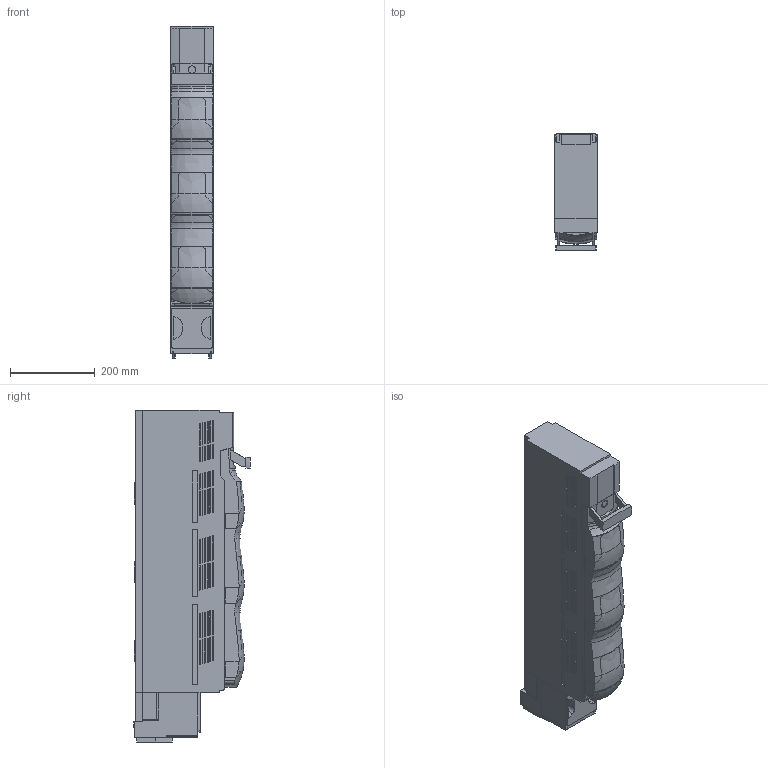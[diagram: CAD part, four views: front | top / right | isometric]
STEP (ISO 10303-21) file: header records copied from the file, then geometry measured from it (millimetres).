
FILE_DESCRIPTION(/* description */ ('STEP AP214'),/* implementation_level */ '2;1');
FILE_NAME(/* name */ '33630',/* time_stamp */ '2023-09-18T14:06:35+02:00',/* author */ ('License CC BY-ND 4.0'),/* organization */ ('CADENAS'),/* preprocessor_version */ 'ST-DEVELOPER v19.3',/* originating_system */ 'PARTsolutions',/* authorisation */ ' ');
FILE_SCHEMA (('AUTOMOTIVE_DESIGN {1 0 10303 214 3 1 1}'));
Length unit declared in the file: millimetre
Products named in the file (9): 33630; Connecting space cover; Incoming contact size 1; NH-Contact size 1; Cover lid; Top Cover; Outgoing contact size 1; Add-on module; Housing_2
Assembly tree (17 placements, depth 2):
  33630
    Connecting space cover
    Incoming contact size 1  x3
    NH-Contact size 1  x6
    Cover lid  x3
    Top Cover
    Outgoing contact size 1
    Add-on module
    Housing_2
Bounding box: 99 x 274.8 x 781.7 mm (x, y, z)
Volume: 11987486.8 mm3; surface area: 1182252.2 mm2
Topology: 17 solids, 17 shells, 1140 faces, 2994 edges, 1994 vertices
Faces by surface type: plane 1040, cylinder 61, torus 24, cone 15
Full cylindrical faces by diameter (mm): 4.5 x6, 7.8 x1, 13 x3, 17 x3, 18 x1
Entity records: 29571 total; most frequent: CARTESIAN_POINT 5453, ORIENTED_EDGE 5016, DIRECTION 4558, EDGE_CURVE 2508, LINE 2254, VECTOR 2254, VERTEX_POINT 1679, AXIS2_PLACEMENT_3D 1152
